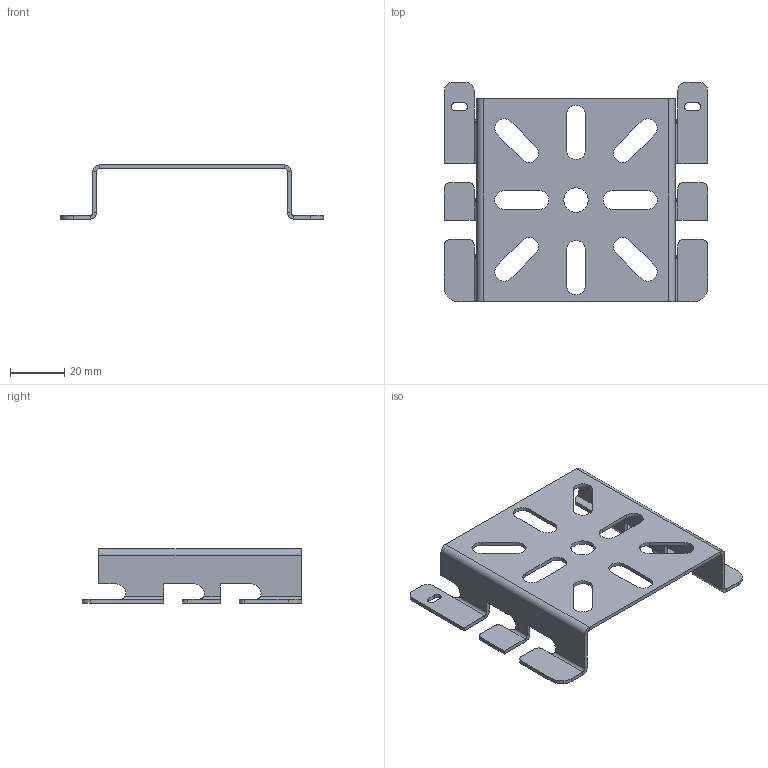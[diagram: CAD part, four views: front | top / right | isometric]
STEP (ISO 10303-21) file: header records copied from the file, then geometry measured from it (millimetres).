
FILE_DESCRIPTION(/* description */ (''),/* implementation_level */ '2;1');
FILE_NAME(/* name */ 'BMS.stp',/* time_stamp */ '2020-10-01T11:37:38+02:00',/* author */ ('lukasz.winiarczyk'),/* organization */ (''),/* preprocessor_version */ 'ST-DEVELOPER v18.1',/* originating_system */ 'Autodesk Inventor 2021',/* authorisation */ '');
FILE_SCHEMA (('AUTOMOTIVE_DESIGN { 1 0 10303 214 3 1 1 }'));
Length unit declared in the file: millimetre
Products named in the file (1): BMS
Bounding box: 97.21 x 81 x 20 mm (x, y, z)
Volume: 11164.1 mm3; surface area: 17482.7 mm2
Topology: 1 solids, 1 shells, 157 faces, 413 edges, 258 vertices
Faces by surface type: plane 88, cylinder 63, bspline 6
Full cylindrical faces by diameter (mm): 9 x1
Entity records: 5938 total; most frequent: CARTESIAN_POINT 1939, ORIENTED_EDGE 826, DIRECTION 819, EDGE_CURVE 413, LINE 287, VECTOR 287, AXIS2_PLACEMENT_3D 266, VERTEX_POINT 258
